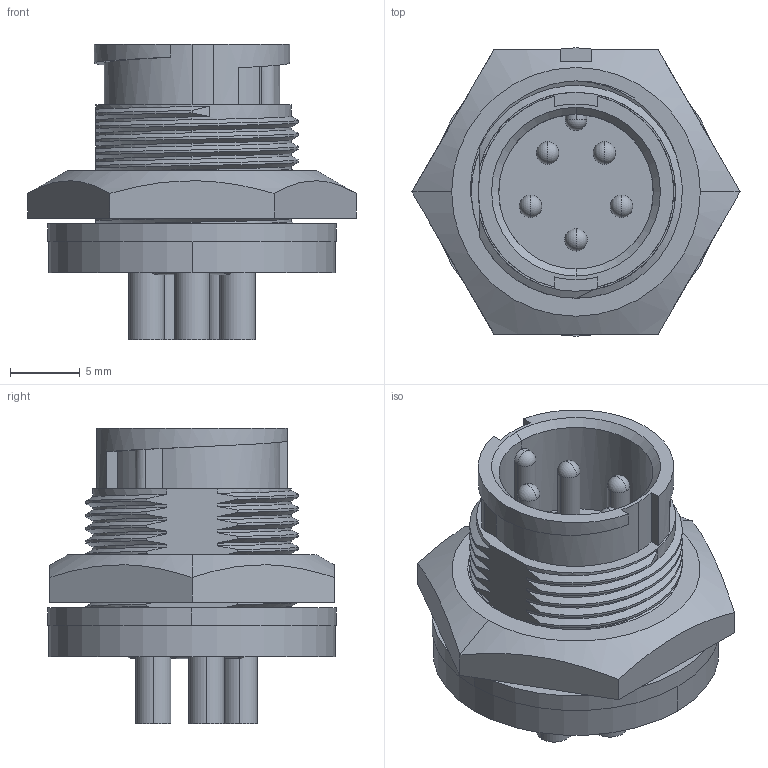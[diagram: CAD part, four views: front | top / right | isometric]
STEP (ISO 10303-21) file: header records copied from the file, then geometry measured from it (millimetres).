
FILE_DESCRIPTION (( 'STEP AP214' ), '1' );
FILE_NAME ('7380-5PG-300.STEP', '2012-08-17T20:32:44', ( 'J0FPBF1' ), ( '' ), 'SwSTEP 2.0', 'SolidWorks 2011', '' );
FILE_SCHEMA (( 'AUTOMOTIVE_DESIGN' ));
Length unit declared in the file: inch
Products named in the file (1): 7380-5PG-300
Bounding box: 23.46 x 20.62 x 21.11 mm (x, y, z)
Volume: 3077.4 mm3; surface area: 3156.1 mm2
Topology: 2 solids, 2 shells, 195 faces, 524 edges, 333 vertices
Faces by surface type: cylinder 101, plane 48, bspline 24, sphere 18, cone 4
Entity records: 12306 total; most frequent: CARTESIAN_POINT 7895, ORIENTED_EDGE 1008, DIRECTION 812, EDGE_CURVE 504, VERTEX_POINT 329, AXIS2_PLACEMENT_3D 306, EDGE_LOOP 213, VECTOR 200
